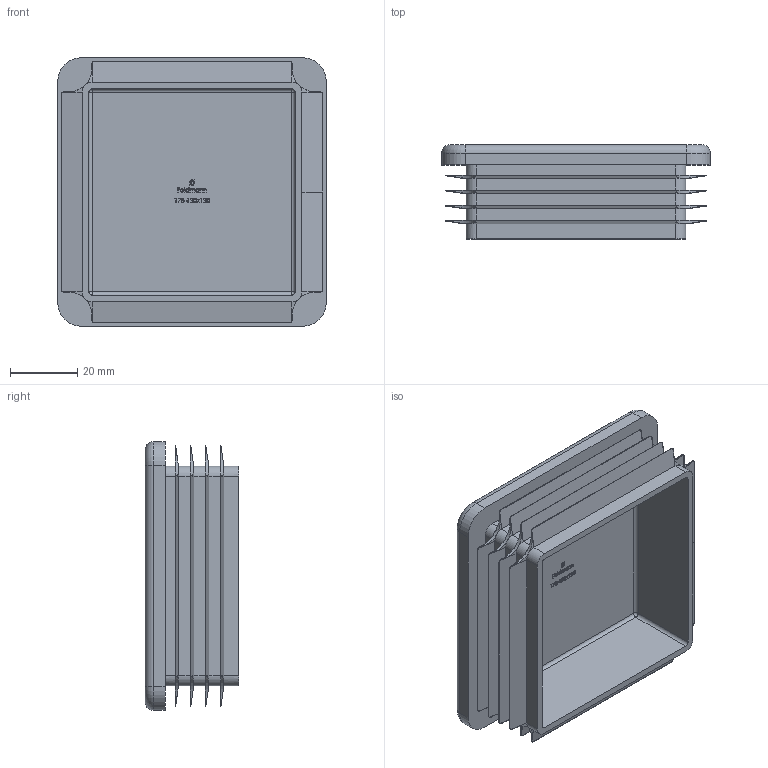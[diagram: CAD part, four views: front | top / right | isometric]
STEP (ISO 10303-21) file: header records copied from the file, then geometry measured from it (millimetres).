
FILE_DESCRIPTION (( 'STEP AP203' ), '1' );
FILE_NAME ('178-80x80.step', '2021-01-21T14:05:59', ( '' ), ( '' ), 'SwSTEP 2.0', 'SolidWorks 2018', '' );
FILE_SCHEMA (( 'CONFIG_CONTROL_DESIGN' ));
Length unit declared in the file: millimetre
Products named in the file (2): 178-80x80
Bounding box: 80 x 28 x 80 mm (x, y, z)
Volume: 52128.6 mm3; surface area: 36450.1 mm2
Topology: 1 solids, 1 shells, 532 faces, 1415 edges, 910 vertices
Faces by surface type: plane 257, cylinder 120, bspline 115, cone 32, torus 4, sphere 4
Entity records: 22804 total; most frequent: CARTESIAN_POINT 10450, ORIENTED_EDGE 2822, DIRECTION 2067, EDGE_CURVE 1411, VERTEX_POINT 910, VECTOR 781, LINE 781, AXIS2_PLACEMENT_3D 643
